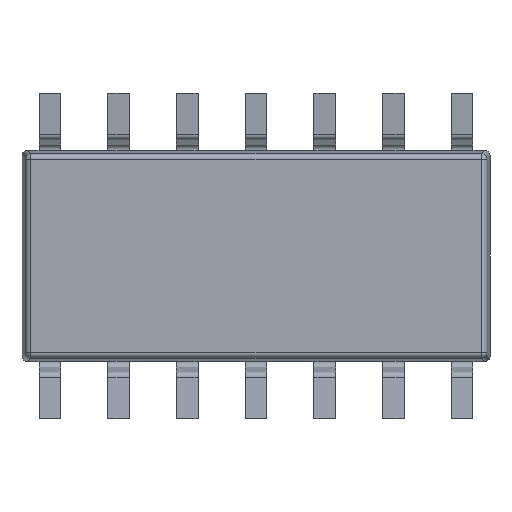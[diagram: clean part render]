
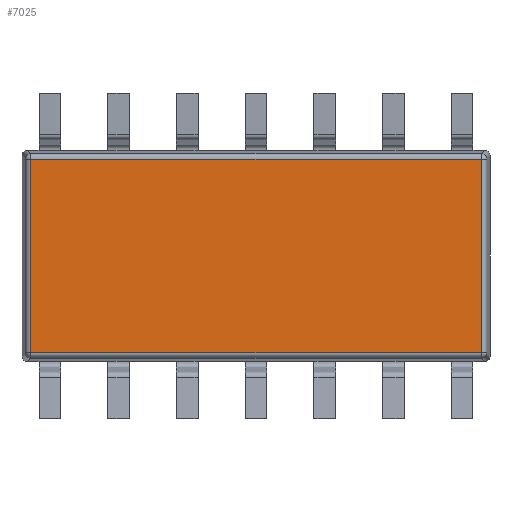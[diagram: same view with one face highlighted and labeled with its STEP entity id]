
A CAD part, front view. The second image highlights one B-rep face of the part: STEP entity #7025.
In plain terms, the highlighted planar face has unit normal (0, -1, 0).
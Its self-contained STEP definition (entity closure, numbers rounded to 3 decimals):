
#351 = ORIENTED_EDGE ( 'NONE', *, *, #3270, .T. ) ;
#462 = VECTOR ( 'NONE', #6693, 1000. ) ;
#1379 = VECTOR ( 'NONE', #5703, 1000. ) ;
#1762 = AXIS2_PLACEMENT_3D ( 'NONE', #4750, #7039, #4850 ) ;
#2313 = EDGE_LOOP ( 'NONE', ( #2775, #351, #4420, #3597 ) ) ;
#2335 = FACE_OUTER_BOUND ( 'NONE', #2313, .T. ) ;
#2775 = ORIENTED_EDGE ( 'NONE', *, *, #9418, .T. ) ;
#2820 = LINE ( 'NONE', #4458, #462 ) ;
#3270 = EDGE_CURVE ( 'NONE', #7390, #7824, #4445, .T. ) ;
#3274 = LINE ( 'NONE', #7206, #1379 ) ;
#3291 = PLANE ( 'NONE',  #1762 ) ;
#3507 = CARTESIAN_POINT ( 'NONE',  ( 0., 0.1, 1.791 ) ) ;
#3597 = ORIENTED_EDGE ( 'NONE', *, *, #6229, .T. ) ;
#3699 = CARTESIAN_POINT ( 'NONE',  ( -4.166, 0.1, -1.791 ) ) ;
#3746 = VECTOR ( 'NONE', #8579, 1000. ) ;
#3878 = LINE ( 'NONE', #3507, #5638 ) ;
#4420 = ORIENTED_EDGE ( 'NONE', *, *, #5709, .T. ) ;
#4445 = LINE ( 'NONE', #7908, #3746 ) ;
#4458 = CARTESIAN_POINT ( 'NONE',  ( 4.166, 0.1, 0. ) ) ;
#4565 = CARTESIAN_POINT ( 'NONE',  ( 4.166, 0.1, -1.791 ) ) ;
#4750 = CARTESIAN_POINT ( 'NONE',  ( 0., 0.1, 0. ) ) ;
#4850 = DIRECTION ( 'NONE',  ( 0., 0., -1. ) ) ;
#5163 = CARTESIAN_POINT ( 'NONE',  ( 4.166, 0.1, 1.791 ) ) ;
#5568 = VERTEX_POINT ( 'NONE', #5163 ) ;
#5638 = VECTOR ( 'NONE', #5753, 1000. ) ;
#5703 = DIRECTION ( 'NONE',  ( 0., 0., -1. ) ) ;
#5709 = EDGE_CURVE ( 'NONE', #7824, #5568, #2820, .T. ) ;
#5753 = DIRECTION ( 'NONE',  ( -1., 0., 0. ) ) ;
#6229 = EDGE_CURVE ( 'NONE', #5568, #9758, #3878, .T. ) ;
#6693 = DIRECTION ( 'NONE',  ( 0., 0., 1. ) ) ;
#6960 = CARTESIAN_POINT ( 'NONE',  ( -4.166, 0.1, 1.791 ) ) ;
#7025 = ADVANCED_FACE ( 'NONE', ( #2335 ), #3291, .T. ) ;
#7039 = DIRECTION ( 'NONE',  ( 0., -1., 0. ) ) ;
#7206 = CARTESIAN_POINT ( 'NONE',  ( -4.166, 0.1, 0. ) ) ;
#7390 = VERTEX_POINT ( 'NONE', #3699 ) ;
#7824 = VERTEX_POINT ( 'NONE', #4565 ) ;
#7908 = CARTESIAN_POINT ( 'NONE',  ( 0., 0.1, -1.791 ) ) ;
#8579 = DIRECTION ( 'NONE',  ( 1., 0., 0. ) ) ;
#9418 = EDGE_CURVE ( 'NONE', #9758, #7390, #3274, .T. ) ;
#9758 = VERTEX_POINT ( 'NONE', #6960 ) ;
